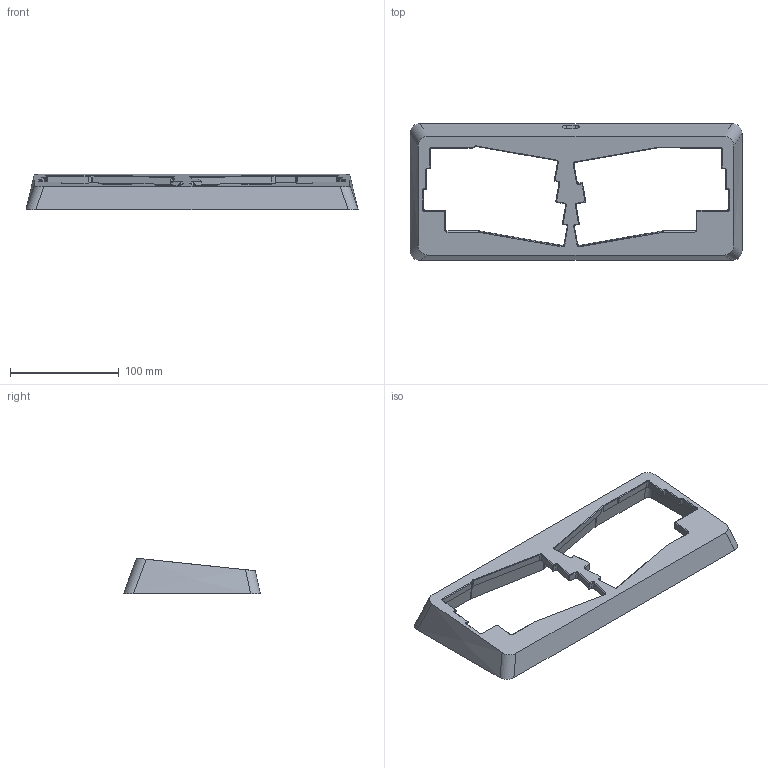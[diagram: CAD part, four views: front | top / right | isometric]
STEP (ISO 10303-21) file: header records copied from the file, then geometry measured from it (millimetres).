
FILE_DESCRIPTION(/* description */ ('Model of A case of The Yak40 keyboard'),/* implementation_level */ '2;1');
FILE_NAME(/* name */ 'case.step',/* time_stamp */ '2023-12-25T13:02:15',/* author */ ('kurikisasa',''),/* organization */ (''),/* preprocessor_version */ 'Open CASCADE STEP processor 7.5',/* originating_system */ 'python-cadquery',/* authorization */ '');
FILE_SCHEMA(('AUTOMOTIVE_DESIGN { 1 0 10303 214 1 1 1 1 }'));
Length unit declared in the file: millimetre
Products named in the file (1): A case of The Yak40 keyboard
Bounding box: 305.99 x 125.99 x 32.73 mm (x, y, z)
Volume: 221241.7 mm3; surface area: 77677.6 mm2
Topology: 1 solids, 1 shells, 289 faces, 731 edges, 439 vertices
Faces by surface type: plane 123, cylinder 99, cone 57, bspline 10
Full cylindrical faces by diameter (mm): 1.6 x8, 2.5 x9, 4.3 x8, 5 x1
Entity records: 8662 total; most frequent: CARTESIAN_POINT 1788, DIRECTION 1457, ORIENTED_EDGE 1396, EDGE_CURVE 698, AXIS2_PLACEMENT_3D 507, LINE 443, VECTOR 443, VERTEX_POINT 439
